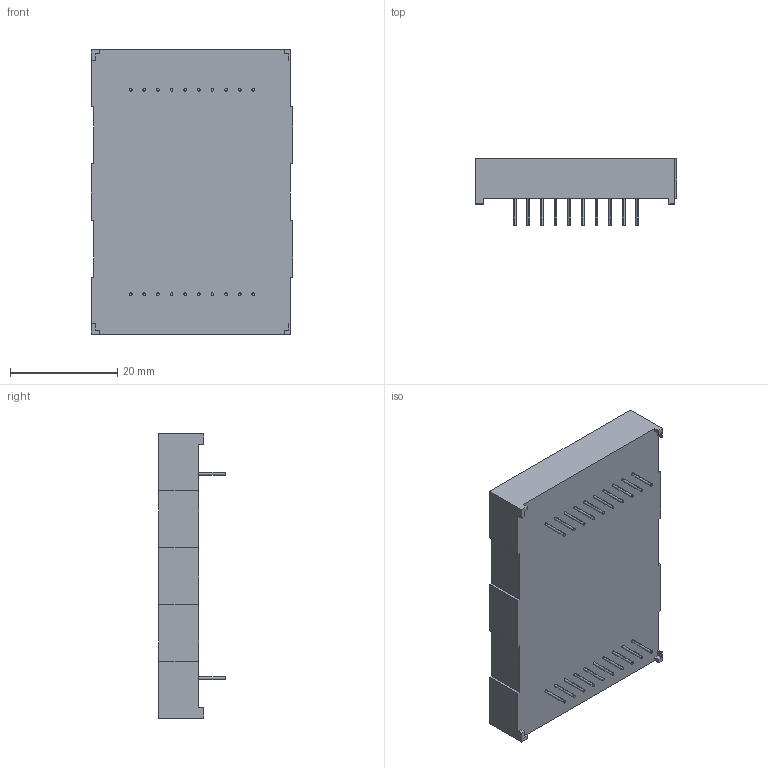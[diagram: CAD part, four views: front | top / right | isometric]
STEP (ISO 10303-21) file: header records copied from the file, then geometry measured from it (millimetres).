
FILE_DESCRIPTION (( 'STEP AP214' ), '1' );
FILE_NAME ('TBA20-11.STEP', '2008-09-07T16:57:33', ( '' ), ( '' ), 'SwSTEP 2.0', 'SolidWorks 2008', '' );
FILE_SCHEMA (( 'AUTOMOTIVE_DESIGN' ));
Length unit declared in the file: millimetre
Products named in the file (1): TBA20-11
Bounding box: 37.65 x 12.45 x 53 mm (x, y, z)
Volume: 14660.2 mm3; surface area: 5521.6 mm2
Topology: 1 solids, 1 shells, 490 faces, 1215 edges, 810 vertices
Faces by surface type: plane 264, bspline 116, cylinder 110
Entity records: 25428 total; most frequent: CARTESIAN_POINT 8904, ORIENTED_EDGE 2430, DIRECTION 1953, EDGE_CURVE 1215, VERTEX_POINT 810, VECTOR 763, LINE 763, AXIS2_PLACEMENT_3D 595
